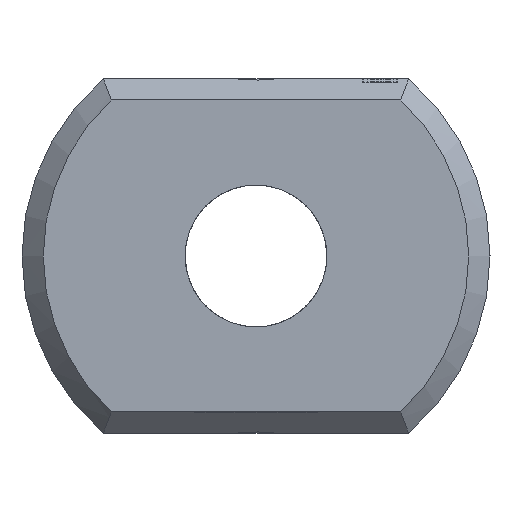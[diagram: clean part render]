
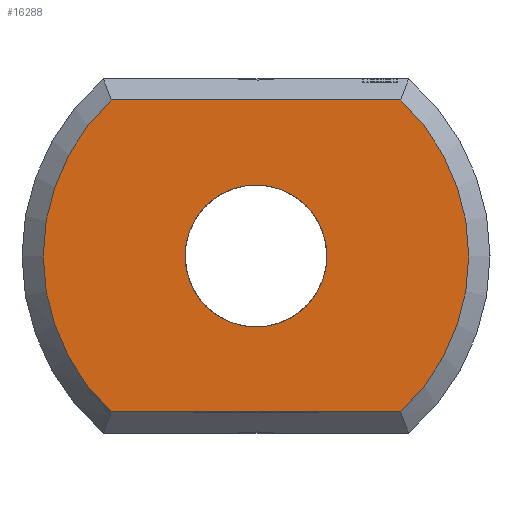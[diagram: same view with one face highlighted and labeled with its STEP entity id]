
A CAD part, left-side view. The second image highlights one B-rep face of the part: STEP entity #16288.
In plain terms, the highlighted planar face has unit normal (-1, 0, 0).
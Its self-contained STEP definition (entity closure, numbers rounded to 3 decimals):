
#4014 = VERTEX_POINT('',#4015);
#4015 = CARTESIAN_POINT('',(0.,-2.04,2.2));
#4024 = VERTEX_POINT('',#4025);
#4025 = CARTESIAN_POINT('',(0.,-2.04,-2.2));
#4032 = EDGE_CURVE('',#4014,#4024,#4033,.T.);
#4033 = CIRCLE('',#4034,3.);
#4034 = AXIS2_PLACEMENT_3D('',#4035,#4036,#4037);
#4035 = CARTESIAN_POINT('',(0.,0.,0.));
#4036 = DIRECTION('',(1.,0.,0.));
#4037 = DIRECTION('',(0.,-0.653,0.758)
  );
#5090 = VERTEX_POINT('',#5091);
#5091 = CARTESIAN_POINT('',(0.,2.04,2.2));
#5098 = EDGE_CURVE('',#4014,#5090,#5099,.T.);
#5099 = LINE('',#5100,#5101);
#5100 = CARTESIAN_POINT('',(0.,-2.154,2.2));
#5101 = VECTOR('',#5102,1.);
#5102 = DIRECTION('',(0.,1.,0.));
#16288 = ADVANCED_FACE('',(#16289,#16308),#16319,.F.);
#16289 = FACE_BOUND('',#16290,.F.);
#16290 = EDGE_LOOP('',(#16291,#16300,#16301,#16302));
#16291 = ORIENTED_EDGE('',*,*,#16292,.T.);
#16292 = EDGE_CURVE('',#16293,#5090,#16295,.T.);
#16293 = VERTEX_POINT('',#16294);
#16294 = CARTESIAN_POINT('',(0.,2.04,-2.2));
#16295 = CIRCLE('',#16296,3.);
#16296 = AXIS2_PLACEMENT_3D('',#16297,#16298,#16299);
#16297 = CARTESIAN_POINT('',(0.,0.,0.));
#16298 = DIRECTION('',(1.,0.,0.));
#16299 = DIRECTION('',(0.,0.653,-0.758)
  );
#16300 = ORIENTED_EDGE('',*,*,#5098,.F.);
#16301 = ORIENTED_EDGE('',*,*,#4032,.T.);
#16302 = ORIENTED_EDGE('',*,*,#16303,.T.);
#16303 = EDGE_CURVE('',#4024,#16293,#16304,.T.);
#16304 = LINE('',#16305,#16306);
#16305 = CARTESIAN_POINT('',(0.,-2.154,-2.2));
#16306 = VECTOR('',#16307,1.);
#16307 = DIRECTION('',(0.,1.,0.));
#16308 = FACE_BOUND('',#16309,.T.);
#16309 = EDGE_LOOP('',(#16310));
#16310 = ORIENTED_EDGE('',*,*,#16311,.T.);
#16311 = EDGE_CURVE('',#16312,#16312,#16314,.T.);
#16312 = VERTEX_POINT('',#16313);
#16313 = CARTESIAN_POINT('',(0.,1.,0.)
  );
#16314 = CIRCLE('',#16315,1.);
#16315 = AXIS2_PLACEMENT_3D('',#16316,#16317,#16318);
#16316 = CARTESIAN_POINT('',(0.,0.,0.));
#16317 = DIRECTION('',(1.,0.,0.));
#16318 = DIRECTION('',(0.,1.,0.));
#16319 = PLANE('',#16320);
#16320 = AXIS2_PLACEMENT_3D('',#16321,#16322,#16323);
#16321 = CARTESIAN_POINT('',(0.,0.,0.));
#16322 = DIRECTION('',(1.,0.,0.));
#16323 = DIRECTION('',(0.,0.,1.));
